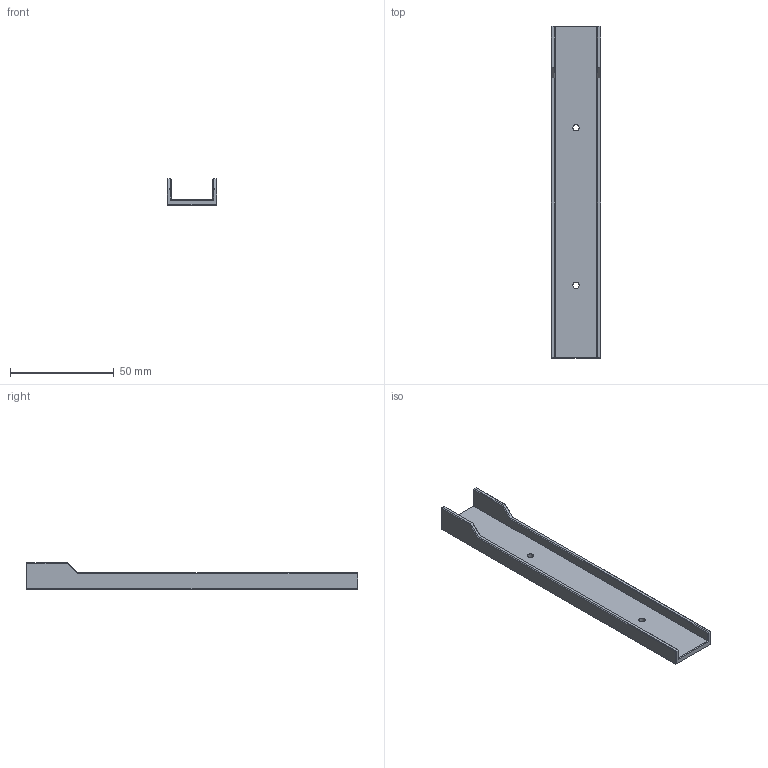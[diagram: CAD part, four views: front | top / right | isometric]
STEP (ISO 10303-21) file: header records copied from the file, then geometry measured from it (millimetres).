
FILE_DESCRIPTION (( 'STEP AP214' ), '1' );
FILE_NAME ('Duct_Drilling_Jig.STEP', '2024-07-07T21:08:45', ( '' ), ( '' ), 'SwSTEP 2.0', '', '' );
FILE_SCHEMA (( 'AUTOMOTIVE_DESIGN' ));
Length unit declared in the file: millimetre
Products named in the file (1): Duct_Drilling_Jig
Bounding box: 24 x 160 x 13 mm (x, y, z)
Volume: 15037.1 mm3; surface area: 12263.9 mm2
Topology: 1 solids, 1 shells, 60 faces, 126 edges, 68 vertices
Faces by surface type: plane 56, cylinder 4
Entity records: 1556 total; most frequent: DIRECTION 256, CARTESIAN_POINT 255, ORIENTED_EDGE 252, EDGE_CURVE 126, VECTOR 118, LINE 118, AXIS2_PLACEMENT_3D 69, VERTEX_POINT 68
